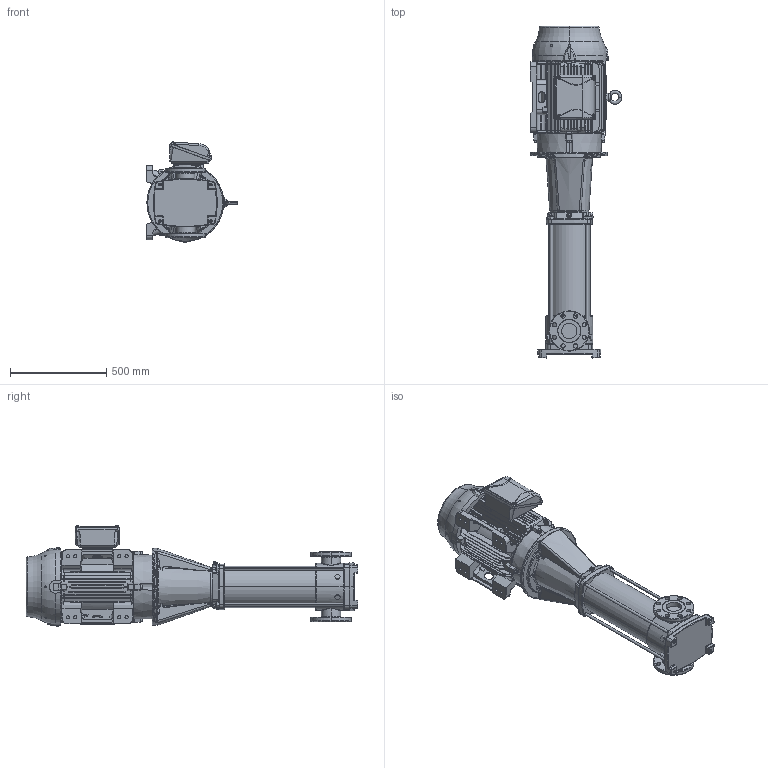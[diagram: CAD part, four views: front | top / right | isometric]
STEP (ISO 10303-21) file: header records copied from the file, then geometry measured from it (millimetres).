
FILE_DESCRIPTION (( 'STEP AP203' ), '1' );
FILE_NAME ('3350128 - MVI-225-6-50 HP-326TSC-304-E-575~3.step', '2022-03-31T15:30:50', ( '' ), ( '' ), 'SwSTEP 2.0', 'SolidWorks 2021', '' );
FILE_SCHEMA (( 'CONFIG_CONTROL_DESIGN' ));
Length unit declared in the file: inch
Products named in the file (5): 3350128 - MVI-225-6-50 HP-326TSC-304-E-575~3; 2700111 - NEMA V2 50 HP 324_6TSC 575~3 TEFC W; TEFC MOTOR_2700111 - NEMA V2 50 HP 324_6TSC 575~3 TEFC W; MVI PEO - [304-EPDM]_3304128 - MVI-225-6-50 HP-326TSC-304-E-S; sbi_n_45-6_flange(NEMA)
Assembly tree (4 placements, depth 3):
  3350128 - MVI-225-6-50 HP-326TSC-304-E-575~3
    MVI PEO - [304-EPDM]_3304128 - MVI-225-6-50 HP-326TSC-304-E-S
      sbi_n_45-6_flange(NEMA)
    TEFC MOTOR_2700111 - NEMA V2 50 HP 324_6TSC 575~3 TEFC W
      2700111 - NEMA V2 50 HP 324_6TSC 575~3 TEFC W
Bounding box: 476.2 x 1726.91 x 525.98 mm (x, y, z)
Volume: 119967029.3 mm3; surface area: 3752118.8 mm2
Topology: 2 solids, 6 shells, 2953 faces, 8021 edges, 5168 vertices
Faces by surface type: cylinder 1005, plane 939, bspline 691, cone 224, torus 92, sphere 2
Entity records: 153980 total; most frequent: CARTESIAN_POINT 86924, ORIENTED_EDGE 15936, DIRECTION 11169, EDGE_CURVE 7968, VERTEX_POINT 5167, AXIS2_PLACEMENT_3D 4304, EDGE_LOOP 3181, B_SPLINE_CURVE_WITH_KNOTS 2988
